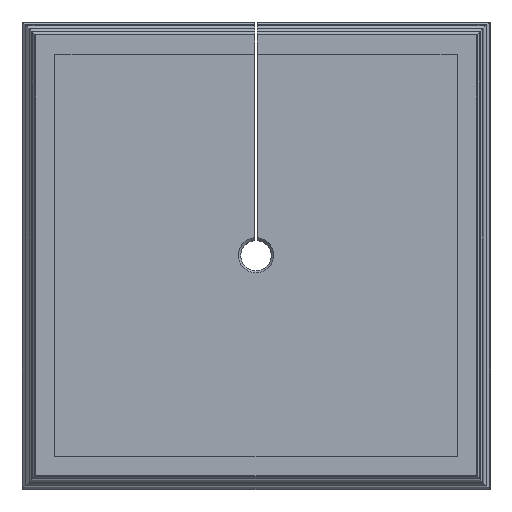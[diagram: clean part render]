
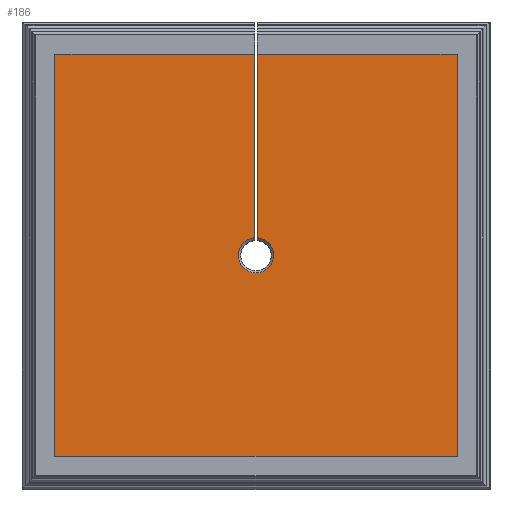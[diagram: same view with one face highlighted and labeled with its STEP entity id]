
A CAD part, top view. The second image highlights one B-rep face of the part: STEP entity #186.
In plain terms, the highlighted planar face has unit normal (0, 0, 1).
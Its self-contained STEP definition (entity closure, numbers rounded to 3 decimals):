
#53=CIRCLE('',#1984,0.75);
#186=ADVANCED_FACE('',(#369),#287,.T.);
#287=PLANE('',#1985);
#369=FACE_OUTER_BOUND('',#476,.T.);
#476=EDGE_LOOP('',(#779,#780,#781,#782,#783,#784,#785,#786));
#779=ORIENTED_EDGE('',*,*,#1402,.F.);
#780=ORIENTED_EDGE('',*,*,#1403,.T.);
#781=ORIENTED_EDGE('',*,*,#1404,.T.);
#782=ORIENTED_EDGE('',*,*,#1405,.T.);
#783=ORIENTED_EDGE('',*,*,#1406,.T.);
#784=ORIENTED_EDGE('',*,*,#1277,.T.);
#785=ORIENTED_EDGE('',*,*,#1407,.F.);
#786=ORIENTED_EDGE('',*,*,#1408,.F.);
#1097=VERTEX_POINT('',#2551);
#1099=VERTEX_POINT('',#2554);
#1181=VERTEX_POINT('',#2896);
#1182=VERTEX_POINT('',#2897);
#1183=VERTEX_POINT('',#2899);
#1184=VERTEX_POINT('',#2901);
#1185=VERTEX_POINT('',#2903);
#1186=VERTEX_POINT('',#2906);
#1277=EDGE_CURVE('',#1099,#1097,#1548,.T.);
#1402=EDGE_CURVE('',#1181,#1182,#1648,.T.);
#1403=EDGE_CURVE('',#1181,#1183,#1649,.T.);
#1404=EDGE_CURVE('',#1183,#1184,#1650,.T.);
#1405=EDGE_CURVE('',#1184,#1185,#1651,.T.);
#1406=EDGE_CURVE('',#1185,#1099,#1652,.T.);
#1407=EDGE_CURVE('',#1186,#1097,#1653,.T.);
#1408=EDGE_CURVE('',#1182,#1186,#53,.T.);
#1548=LINE('',#2553,#1746);
#1648=LINE('',#2895,#1846);
#1649=LINE('',#2898,#1847);
#1650=LINE('',#2900,#1848);
#1651=LINE('',#2902,#1849);
#1652=LINE('',#2904,#1850);
#1653=LINE('',#2905,#1851);
#1746=VECTOR('',#2097,1.);
#1846=VECTOR('',#2285,1.);
#1847=VECTOR('',#2286,1.);
#1848=VECTOR('',#2287,1.);
#1849=VECTOR('',#2288,1.);
#1850=VECTOR('',#2289,1.);
#1851=VECTOR('',#2290,1.);
#1984=AXIS2_PLACEMENT_3D('',#2907,#2291,#2292);
#1985=AXIS2_PLACEMENT_3D('',#2908,#2293,#2294);
#2097=DIRECTION('',(-1.,0.,0.));
#2285=DIRECTION('',(0.,-1.,0.));
#2286=DIRECTION('',(-1.,0.,0.));
#2287=DIRECTION('',(0.,-1.,0.));
#2288=DIRECTION('',(1.,0.,0.));
#2289=DIRECTION('',(0.,1.,0.));
#2290=DIRECTION('',(0.,1.,0.));
#2291=DIRECTION('',(0.,0.,1.));
#2292=DIRECTION('',(1.,0.,0.));
#2293=DIRECTION('',(0.,0.,1.));
#2294=DIRECTION('',(-1.,0.,0.));
#2551=CARTESIAN_POINT('',(0.05,8.55,17.7));
#2553=CARTESIAN_POINT('',(8.55,8.55,17.7));
#2554=CARTESIAN_POINT('',(8.55,8.55,17.7));
#2895=CARTESIAN_POINT('',(-0.05,0.,17.7));
#2896=CARTESIAN_POINT('',(-0.05,8.55,17.7));
#2897=CARTESIAN_POINT('',(-0.05,0.748,17.7));
#2898=CARTESIAN_POINT('',(8.55,8.55,17.7));
#2899=CARTESIAN_POINT('',(-8.55,8.55,17.7));
#2900=CARTESIAN_POINT('',(-8.55,8.55,17.7));
#2901=CARTESIAN_POINT('',(-8.55,-8.55,17.7));
#2902=CARTESIAN_POINT('',(-8.55,-8.55,17.7));
#2903=CARTESIAN_POINT('',(8.55,-8.55,17.7));
#2904=CARTESIAN_POINT('',(8.55,-8.55,17.7));
#2905=CARTESIAN_POINT('',(0.05,0.,17.7));
#2906=CARTESIAN_POINT('',(0.05,0.748,17.7));
#2907=CARTESIAN_POINT('',(0.,0.,17.7));
#2908=CARTESIAN_POINT('',(0.,0.,17.7));
